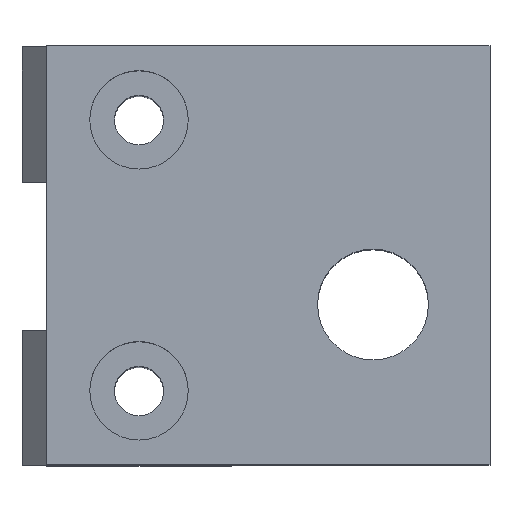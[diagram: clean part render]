
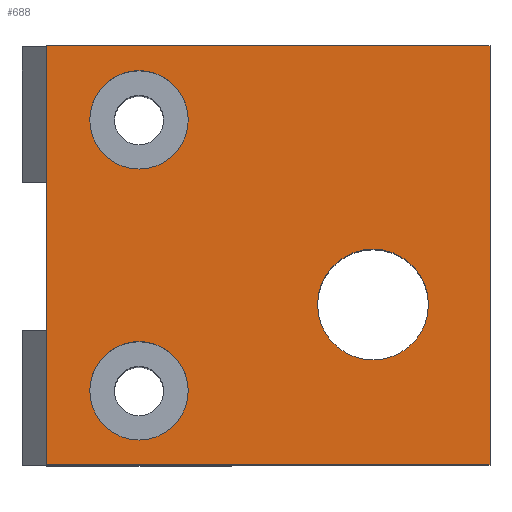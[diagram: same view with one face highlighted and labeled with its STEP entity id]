
A CAD part, top view. The second image highlights one B-rep face of the part: STEP entity #688.
In plain terms, the highlighted planar face has unit normal (0, 0, 1).
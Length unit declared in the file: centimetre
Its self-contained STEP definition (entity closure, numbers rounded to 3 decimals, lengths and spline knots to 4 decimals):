
#39=LINE('',#1038,#99);
#41=LINE('',#1042,#101);
#43=LINE('',#1046,#103);
#45=LINE('',#1049,#105);
#99=VECTOR('',#839,3.6);
#101=VECTOR('',#843,3.4);
#103=VECTOR('',#847,3.6);
#105=VECTOR('',#851,3.4);
#157=PLANE('',#744);
#188=FACE_BOUND('',#276,.T.);
#189=FACE_BOUND('',#277,.T.);
#190=FACE_BOUND('',#278,.T.);
#223=FACE_OUTER_BOUND('',#275,.T.);
#275=EDGE_LOOP('',(#544,#545,#546,#547));
#276=EDGE_LOOP('',(#548));
#277=EDGE_LOOP('',(#549));
#278=EDGE_LOOP('',(#550));
#324=CIRCLE('',#723,0.45);
#326=CIRCLE('',#726,0.4);
#331=CIRCLE('',#741,0.4);
#348=VERTEX_POINT('',#996);
#350=VERTEX_POINT('',#1001);
#363=VERTEX_POINT('',#1035);
#364=VERTEX_POINT('',#1037);
#365=VERTEX_POINT('',#1041);
#366=VERTEX_POINT('',#1045);
#367=VERTEX_POINT('',#1051);
#412=EDGE_CURVE('',#348,#348,#324,.T.);
#414=EDGE_CURVE('',#350,#350,#326,.T.);
#430=EDGE_CURVE('',#363,#364,#39,.T.);
#432=EDGE_CURVE('',#365,#364,#41,.T.);
#434=EDGE_CURVE('',#365,#366,#43,.T.);
#436=EDGE_CURVE('',#363,#366,#45,.T.);
#437=EDGE_CURVE('',#367,#367,#331,.T.);
#544=ORIENTED_EDGE('',*,*,#436,.T.);
#545=ORIENTED_EDGE('',*,*,#434,.F.);
#546=ORIENTED_EDGE('',*,*,#432,.T.);
#547=ORIENTED_EDGE('',*,*,#430,.F.);
#548=ORIENTED_EDGE('',*,*,#412,.T.);
#549=ORIENTED_EDGE('',*,*,#414,.T.);
#550=ORIENTED_EDGE('',*,*,#437,.T.);
#688=ADVANCED_FACE('',(#223,#188,#189,#190),#157,.T.);
#723=AXIS2_PLACEMENT_3D('',#997,#800,#801);
#726=AXIS2_PLACEMENT_3D('',#1002,#806,#807);
#741=AXIS2_PLACEMENT_3D('',#1052,#854,#855);
#744=AXIS2_PLACEMENT_3D('',#1056,#860,#861);
#800=DIRECTION('center_axis',(0.,0.,-1.));
#801=DIRECTION('ref_axis',(-1.,0.,0.));
#806=DIRECTION('center_axis',(0.,0.,-1.));
#807=DIRECTION('ref_axis',(1.,0.,0.));
#839=DIRECTION('',(-1.,0.,0.));
#843=DIRECTION('',(0.,-1.,0.));
#847=DIRECTION('',(1.,0.,0.));
#851=DIRECTION('',(0.,1.,0.));
#854=DIRECTION('center_axis',(0.,0.,-1.));
#855=DIRECTION('ref_axis',(1.,0.,0.));
#860=DIRECTION('center_axis',(0.,0.,1.));
#861=DIRECTION('ref_axis',(1.,0.,0.));
#996=CARTESIAN_POINT('',(3.815,-5.1,9.065));
#997=CARTESIAN_POINT('Origin',(3.365,-5.1,9.065));
#1001=CARTESIAN_POINT('',(1.065,-5.8,9.065));
#1002=CARTESIAN_POINT('Origin',(1.465,-5.8,9.065));
#1035=CARTESIAN_POINT('',(4.315,-6.4,9.065));
#1037=CARTESIAN_POINT('',(0.715,-6.4,9.065));
#1038=CARTESIAN_POINT('',(6.415,-6.4,9.065));
#1041=CARTESIAN_POINT('',(0.715,-3.,9.065));
#1042=CARTESIAN_POINT('',(0.715,-6.05,9.065));
#1045=CARTESIAN_POINT('',(4.315,-3.,9.065));
#1046=CARTESIAN_POINT('',(6.415,-3.,9.065));
#1049=CARTESIAN_POINT('',(4.315,-6.1875,9.065));
#1051=CARTESIAN_POINT('',(1.065,-3.6,9.065));
#1052=CARTESIAN_POINT('Origin',(1.465,-3.6,9.065));
#1056=CARTESIAN_POINT('Origin',(3.565,-6.825,9.065));
